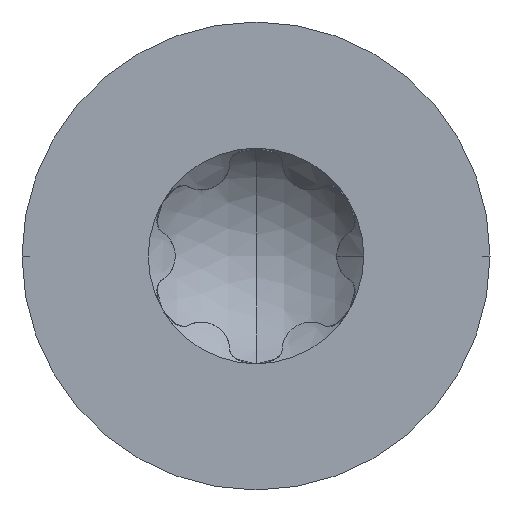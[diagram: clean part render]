
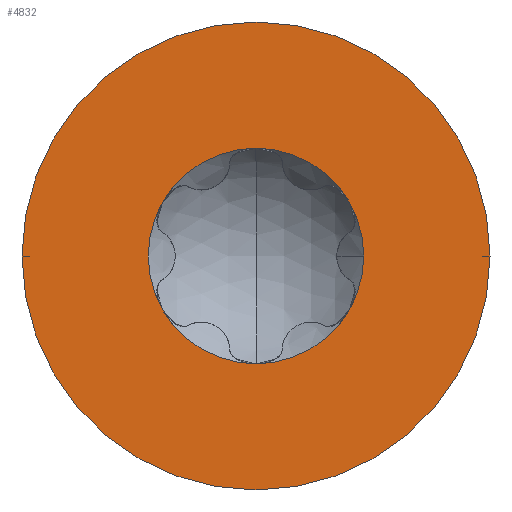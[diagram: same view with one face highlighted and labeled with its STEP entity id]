
A CAD part, top view. The second image highlights one B-rep face of the part: STEP entity #4832.
In plain terms, the highlighted planar face has unit normal (0, 0, 1).
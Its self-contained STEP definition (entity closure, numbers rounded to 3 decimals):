
#141 = ORIENTED_EDGE ( 'NONE', *, *, #4133, .F. ) ;
#145 = CIRCLE ( 'NONE', #3073, 0.875 ) ;
#182 = CARTESIAN_POINT ( 'NONE',  ( 0., 0., 0. ) ) ;
#474 = CARTESIAN_POINT ( 'NONE',  ( 0.875, 0., 0. ) ) ;
#613 = AXIS2_PLACEMENT_3D ( 'NONE', #6902, #1375, #5468 ) ;
#616 = CIRCLE ( 'NONE', #6658, 0.875 ) ;
#678 = DIRECTION ( 'NONE',  ( -1., 0., 0. ) ) ;
#844 = DIRECTION ( 'NONE',  ( 0., 0., 1. ) ) ;
#1023 = CIRCLE ( 'NONE', #1110, 0.875 ) ;
#1047 = EDGE_CURVE ( 'NONE', #5549, #2359, #1023, .T. ) ;
#1097 = ORIENTED_EDGE ( 'NONE', *, *, #8417, .F. ) ;
#1110 = AXIS2_PLACEMENT_3D ( 'NONE', #5409, #1258, #3266 ) ;
#1258 = DIRECTION ( 'NONE',  ( 0., 0., 1. ) ) ;
#1375 = DIRECTION ( 'NONE',  ( 0., 0., 1. ) ) ;
#1428 = AXIS2_PLACEMENT_3D ( 'NONE', #3164, #3226, #6648 ) ;
#1967 = CARTESIAN_POINT ( 'NONE',  ( 0.758, -0.437, 0. ) ) ;
#2046 = DIRECTION ( 'NONE',  ( 0., 0., 1. ) ) ;
#2186 = DIRECTION ( 'NONE',  ( 1., 0., 0. ) ) ;
#2270 = VERTEX_POINT ( 'NONE', #3207 ) ;
#2359 = VERTEX_POINT ( 'NONE', #1967 ) ;
#2574 = VERTEX_POINT ( 'NONE', #3595 ) ;
#2639 = DIRECTION ( 'NONE',  ( 1., 0., 0. ) ) ;
#2848 = DIRECTION ( 'NONE',  ( 0., 0., -1. ) ) ;
#2892 = VERTEX_POINT ( 'NONE', #7146 ) ;
#3073 = AXIS2_PLACEMENT_3D ( 'NONE', #8415, #3627, #2186 ) ;
#3164 = CARTESIAN_POINT ( 'NONE',  ( 0., 0., 0. ) ) ;
#3207 = CARTESIAN_POINT ( 'NONE',  ( 1.9, 0., 0. ) ) ;
#3226 = DIRECTION ( 'NONE',  ( 0., 0., 1. ) ) ;
#3266 = DIRECTION ( 'NONE',  ( 1., 0., 0. ) ) ;
#3289 = DIRECTION ( 'NONE',  ( 0., 0., 1. ) ) ;
#3389 = EDGE_CURVE ( 'NONE', #2892, #2574, #7014, .T. ) ;
#3595 = CARTESIAN_POINT ( 'NONE',  ( -0.758, -0.437, 0. ) ) ;
#3627 = DIRECTION ( 'NONE',  ( 0., 0., 1. ) ) ;
#3632 = CIRCLE ( 'NONE', #6085, 1.9 ) ;
#3850 = EDGE_CURVE ( 'NONE', #5990, #8548, #7861, .T. ) ;
#3978 = EDGE_CURVE ( 'NONE', #2359, #5043, #5815, .T. ) ;
#4133 = EDGE_CURVE ( 'NONE', #8548, #2892, #616, .T. ) ;
#4274 = CIRCLE ( 'NONE', #7584, 1.9 ) ;
#4361 = CARTESIAN_POINT ( 'NONE',  ( -1.9, 0., 0. ) ) ;
#4367 = CARTESIAN_POINT ( 'NONE',  ( 0., 0., 0. ) ) ;
#4416 = VERTEX_POINT ( 'NONE', #4361 ) ;
#4639 = DIRECTION ( 'NONE',  ( 1., 0., 0. ) ) ;
#4688 = ORIENTED_EDGE ( 'NONE', *, *, #8141, .F. ) ;
#4724 = ORIENTED_EDGE ( 'NONE', *, *, #7761, .F. ) ;
#4730 = AXIS2_PLACEMENT_3D ( 'NONE', #8181, #3289, #4639 ) ;
#4832 = ADVANCED_FACE ( 'NONE', ( #6310, #5045 ), #5569, .T. ) ;
#4952 = DIRECTION ( 'NONE',  ( 1., 0., 0. ) ) ;
#5043 = VERTEX_POINT ( 'NONE', #474 ) ;
#5045 = FACE_OUTER_BOUND ( 'NONE', #7816, .T. ) ;
#5409 = CARTESIAN_POINT ( 'NONE',  ( 0., 0., 0. ) ) ;
#5426 = CARTESIAN_POINT ( 'NONE',  ( 0., 0., 0. ) ) ;
#5453 = ORIENTED_EDGE ( 'NONE', *, *, #3850, .F. ) ;
#5468 = DIRECTION ( 'NONE',  ( 1., 0., 0. ) ) ;
#5549 = VERTEX_POINT ( 'NONE', #7115 ) ;
#5569 = PLANE ( 'NONE',  #6078 ) ;
#5757 = ORIENTED_EDGE ( 'NONE', *, *, #8191, .F. ) ;
#5815 = CIRCLE ( 'NONE', #1428, 0.875 ) ;
#5990 = VERTEX_POINT ( 'NONE', #8078 ) ;
#6078 = AXIS2_PLACEMENT_3D ( 'NONE', #182, #844, #4952 ) ;
#6085 = AXIS2_PLACEMENT_3D ( 'NONE', #6784, #8153, #678 ) ;
#6233 = DIRECTION ( 'NONE',  ( -1., 0., 0. ) ) ;
#6294 = ORIENTED_EDGE ( 'NONE', *, *, #3389, .F. ) ;
#6310 = FACE_BOUND ( 'NONE', #8624, .T. ) ;
#6474 = DIRECTION ( 'NONE',  ( 1., 0., 0. ) ) ;
#6519 = CARTESIAN_POINT ( 'NONE',  ( 0., 0.875, 0. ) ) ;
#6648 = DIRECTION ( 'NONE',  ( 1., 0., 0. ) ) ;
#6658 = AXIS2_PLACEMENT_3D ( 'NONE', #5426, #2046, #2639 ) ;
#6784 = CARTESIAN_POINT ( 'NONE',  ( 0., 0., 0. ) ) ;
#6902 = CARTESIAN_POINT ( 'NONE',  ( 0., 0., 0. ) ) ;
#6940 = CIRCLE ( 'NONE', #4730, 0.875 ) ;
#7014 = CIRCLE ( 'NONE', #613, 0.875 ) ;
#7115 = CARTESIAN_POINT ( 'NONE',  ( 0., -0.875, 0. ) ) ;
#7146 = CARTESIAN_POINT ( 'NONE',  ( -0.758, 0.437, 0. ) ) ;
#7518 = AXIS2_PLACEMENT_3D ( 'NONE', #4367, #8553, #6474 ) ;
#7584 = AXIS2_PLACEMENT_3D ( 'NONE', #8268, #2848, #6233 ) ;
#7761 = EDGE_CURVE ( 'NONE', #2574, #5549, #145, .T. ) ;
#7816 = EDGE_LOOP ( 'NONE', ( #1097, #5757 ) ) ;
#7861 = CIRCLE ( 'NONE', #7518, 0.875 ) ;
#8078 = CARTESIAN_POINT ( 'NONE',  ( 0.758, 0.438, 0. ) ) ;
#8124 = ORIENTED_EDGE ( 'NONE', *, *, #3978, .F. ) ;
#8141 = EDGE_CURVE ( 'NONE', #5043, #5990, #6940, .T. ) ;
#8153 = DIRECTION ( 'NONE',  ( 0., 0., -1. ) ) ;
#8181 = CARTESIAN_POINT ( 'NONE',  ( 0., 0., 0. ) ) ;
#8191 = EDGE_CURVE ( 'NONE', #4416, #2270, #3632, .T. ) ;
#8237 = ORIENTED_EDGE ( 'NONE', *, *, #1047, .F. ) ;
#8268 = CARTESIAN_POINT ( 'NONE',  ( 0., 0., 0. ) ) ;
#8415 = CARTESIAN_POINT ( 'NONE',  ( 0., 0., 0. ) ) ;
#8417 = EDGE_CURVE ( 'NONE', #2270, #4416, #4274, .T. ) ;
#8548 = VERTEX_POINT ( 'NONE', #6519 ) ;
#8553 = DIRECTION ( 'NONE',  ( 0., 0., 1. ) ) ;
#8624 = EDGE_LOOP ( 'NONE', ( #4724, #6294, #141, #5453, #4688, #8124, #8237 ) ) ;
